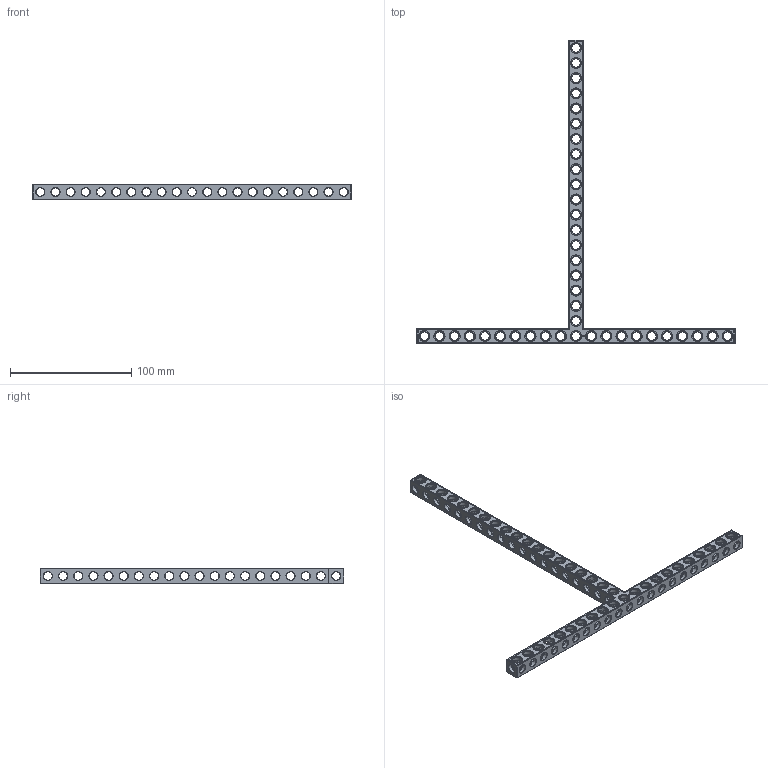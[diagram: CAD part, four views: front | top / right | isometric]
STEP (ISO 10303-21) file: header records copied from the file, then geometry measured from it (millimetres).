
FILE_DESCRIPTION(('FreeCAD Model'),'2;1');
FILE_NAME('Open CASCADE Shape Model','2022-01-29T23:21:49',( 'Paulo Kiefe'),('STEMFIE.org'),'Open CASCADE STEP processor 7.4', 'FreeCAD','Unknown');
FILE_SCHEMA(('AUTOMOTIVE_DESIGN { 1 0 10303 214 1 1 1 1 }'));
Products named in the file (1): Beam_TSH_SYM_ESS_BU21x20x01_-_SPN-BEM-1189_(stemfie.org)
Bounding box: 262.5 x 250 x 12.5 mm (x, y, z)
Volume: 39072.4 mm3; surface area: 34909.2 mm2
Topology: 1 solids, 1 shells, 984 faces, 3114 edges, 2048 vertices
Faces by surface type: plane 423, cylinder 243, cone 164, extrusion 154
Full cylindrical faces by diameter (mm): 6.98 x22, 7 x181, 9.2 x40
Entity records: 124742 total; most frequent: CARTESIAN_POINT 67165, DIRECTION 9314, ORIENTED_EDGE 6228, PCURVE 6228, DEFINITIONAL_REPRESENTATION 6228, VECTOR 5550, LINE 5396, EDGE_CURVE 3114
